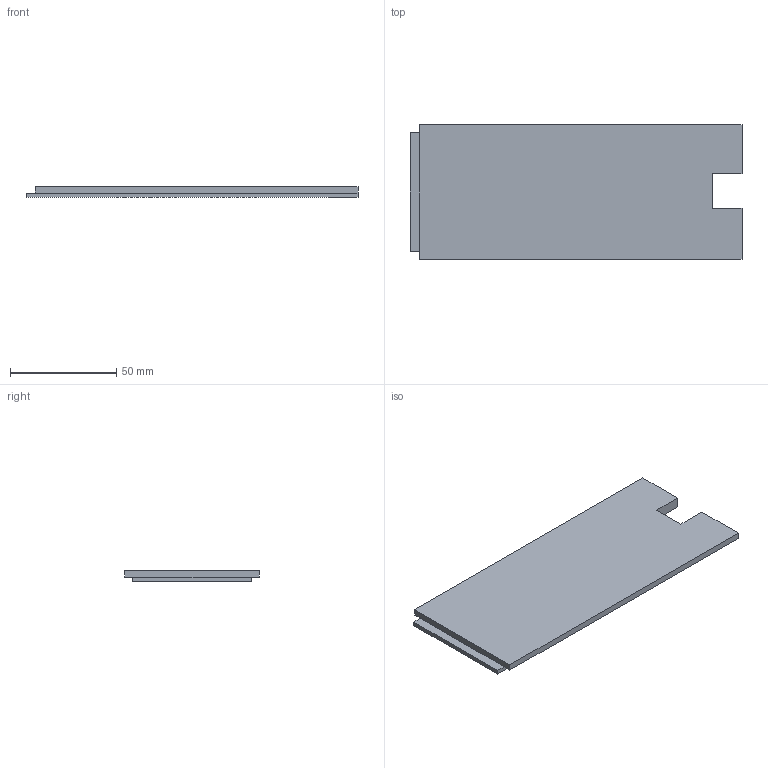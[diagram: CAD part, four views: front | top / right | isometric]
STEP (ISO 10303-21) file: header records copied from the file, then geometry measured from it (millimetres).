
FILE_DESCRIPTION (( 'STEP AP214' ), '1' );
FILE_NAME ('bottom-electronics-cover-cover.STEP', '2024-05-15T01:19:25', ( '' ), ( '' ), 'SwSTEP 2.0', 'SolidWorks 2023', '' );
FILE_SCHEMA (( 'AUTOMOTIVE_DESIGN' ));
Length unit declared in the file: inch
Products named in the file (1): bottom-electronics-cover-cover
Bounding box: 156.21 x 63.5 x 5.08 mm (x, y, z)
Volume: 45994 mm3; surface area: 21640.2 mm2
Topology: 1 solids, 1 shells, 16 faces, 40 edges, 26 vertices
Faces by surface type: plane 16
Entity records: 495 total; most frequent: CARTESIAN_POINT 83, ORIENTED_EDGE 80, DIRECTION 74, LINE 40, EDGE_CURVE 40, VECTOR 40, VERTEX_POINT 26, AXIS2_PLACEMENT_3D 17
